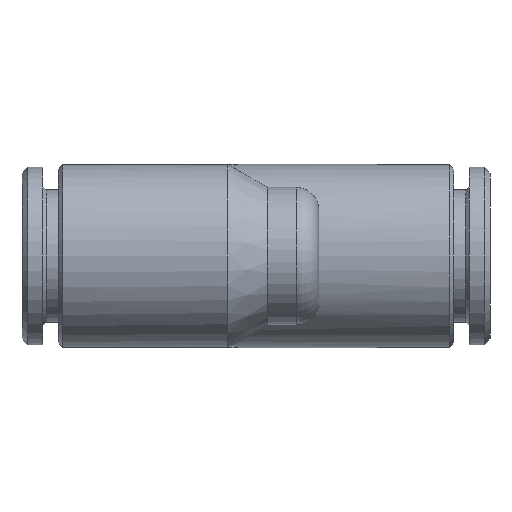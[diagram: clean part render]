
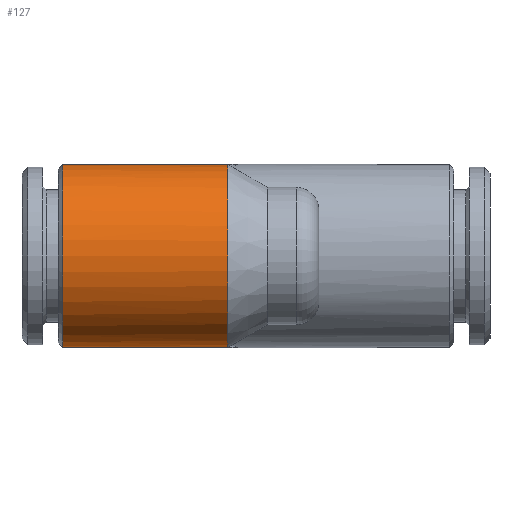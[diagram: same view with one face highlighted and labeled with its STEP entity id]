
A CAD part, left-side view. The second image highlights one B-rep face of the part: STEP entity #127.
In plain terms, the highlighted cylindrical face has radius 8 mm (diameter 16 mm), a full revolution.
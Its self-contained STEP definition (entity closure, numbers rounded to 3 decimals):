
#127 = ADVANCED_FACE( 'NONE', ( #291, #292 ), #293, .T. );
#291 = FACE_OUTER_BOUND( '', #504, .T. );
#292 = FACE_OUTER_BOUND( '', #505, .T. );
#293 = CYLINDRICAL_SURFACE( '', #506, 8. );
#504 = EDGE_LOOP( '', ( #968 ) );
#505 = EDGE_LOOP( '', ( #969, #970, #971, #972, #973, #974, #975 ) );
#506 = AXIS2_PLACEMENT_3D( '', #976, #977, #978 );
#968 = ORIENTED_EDGE( '', *, *, #1327, .F. );
#969 = ORIENTED_EDGE( '', *, *, #1363, .T. );
#970 = ORIENTED_EDGE( '', *, *, #1362, .T. );
#971 = ORIENTED_EDGE( '', *, *, #1298, .T. );
#972 = ORIENTED_EDGE( '', *, *, #1239, .T. );
#973 = ORIENTED_EDGE( '', *, *, #1310, .T. );
#974 = ORIENTED_EDGE( '', *, *, #1231, .T. );
#975 = ORIENTED_EDGE( '', *, *, #1374, .T. );
#976 = CARTESIAN_POINT( '', ( -9.25, 15.931, 0. ) );
#977 = DIRECTION( '', ( 0., -1., 0. ) );
#978 = DIRECTION( '', ( -1., 0., 0. ) );
#1231 = EDGE_CURVE( 'NONE', #1428, #1426, #1429, .T. );
#1239 = EDGE_CURVE( 'NONE', #1444, #1442, #1445, .T. );
#1298 = EDGE_CURVE( 'NONE', #1548, #1444, #1549, .T. );
#1310 = EDGE_CURVE( 'NONE', #1442, #1428, #1567, .T. );
#1327 = EDGE_CURVE( 'NONE', #1599, #1599, #1600, .T. );
#1362 = EDGE_CURVE( 'NONE', #1660, #1548, #1661, .T. );
#1363 = EDGE_CURVE( 'NONE', #1662, #1660, #1663, .T. );
#1374 = EDGE_CURVE( 'NONE', #1426, #1662, #1679, .T. );
#1426 = VERTEX_POINT( 'NONE', #1828 );
#1428 = VERTEX_POINT( 'NONE', #1830 );
#1429 = LINE( '', #1831, #1832 );
#1442 = VERTEX_POINT( 'NONE', #1886 );
#1444 = VERTEX_POINT( 'NONE', #1898 );
#1445 = LINE( '', #1899, #1900 );
#1548 = VERTEX_POINT( 'NONE', #2073 );
#1549 = CIRCLE( '', #2074, 8. );
#1567 = CIRCLE( '', #2099, 8. );
#1599 = VERTEX_POINT( '', #2143 );
#1600 = CIRCLE( '', #2144, 8. );
#1660 = VERTEX_POINT( 'NONE', #2253 );
#1661 = B_SPLINE_CURVE_WITH_KNOTS( '', 3, ( #2254, #2255, #2256, #2257, #2258, #2259, #2260, #2261, #2262, #2263, #2264, #2265, #2266, #2267, #2268, #2269, #2270, #2271, #2272, #2273, #2274, #2275, #2276, #2277 ), .UNSPECIFIED., .F., .F., ( 4, 1, 1, 1, 1, 1, 1, 1, 1, 1, 1, 1, 1, 1, 1, 1, 1, 1, 1, 1, 1, 4 ), ( 0., 0.043, 0.084, 0.125, 0.164, 0.202, 0.24, 0.276, 0.311, 0.344, 0.377, 0.409, 0.44, 0.47, 0.499, 0.632, 0.749, 0.813, 0.875, 0.917, 0.958, 1. ), .UNSPECIFIED. );
#1662 = VERTEX_POINT( 'NONE', #2278 );
#1663 = B_SPLINE_CURVE_WITH_KNOTS( '', 3, ( #2279, #2280, #2281, #2282, #2283, #2284, #2285, #2286, #2287, #2288, #2289, #2290, #2291, #2292, #2293, #2294, #2295, #2296, #2297 ), .UNSPECIFIED., .F., .F., ( 4, 1, 1, 1, 1, 1, 1, 1, 1, 1, 1, 1, 1, 1, 1, 1, 4 ), ( 0., 0.021, 0.042, 0.062, 0.083, 0.104, 0.126, 0.187, 0.252, 0.369, 0.501, 0.618, 0.751, 0.81, 0.871, 0.934, 1. ), .UNSPECIFIED. );
#1679 = CIRCLE( '', #2321, 8. );
#1828 = CARTESIAN_POINT( '', ( -4.625, 0., 6.528 ) );
#1830 = CARTESIAN_POINT( '', ( -4.625, -2.136, 6.528 ) );
#1831 = CARTESIAN_POINT( '', ( -4.625, 5.082, 6.528 ) );
#1832 = VECTOR( '', #2396, 1000. );
#1886 = CARTESIAN_POINT( '', ( -4.625, -2.136, -6.528 ) );
#1898 = CARTESIAN_POINT( '', ( -4.625, 0., -6.528 ) );
#1899 = CARTESIAN_POINT( '', ( -4.625, 5.082, -6.528 ) );
#1900 = VECTOR( '', #2402, 1000. );
#2073 = CARTESIAN_POINT( '', ( -3., 0., -4.994 ) );
#2074 = AXIS2_PLACEMENT_3D( '', #2501, #2502, #2503 );
#2099 = AXIS2_PLACEMENT_3D( '', #2523, #2524, #2525 );
#2143 = CARTESIAN_POINT( '', ( -17.25, 12.3, 0. ) );
#2144 = AXIS2_PLACEMENT_3D( '', #2550, #2551, #2552 );
#2253 = CARTESIAN_POINT( '', ( -1.25, 2.727, 0. ) );
#2254 = CARTESIAN_POINT( '', ( -1.25, 2.727, 0. ) );
#2255 = CARTESIAN_POINT( '', ( -1.251, 2.727, -0.095 ) );
#2256 = CARTESIAN_POINT( '', ( -1.253, 2.726, -0.283 ) );
#2257 = CARTESIAN_POINT( '', ( -1.268, 2.719, -0.56 ) );
#2258 = CARTESIAN_POINT( '', ( -1.291, 2.709, -0.828 ) );
#2259 = CARTESIAN_POINT( '', ( -1.323, 2.694, -1.088 ) );
#2260 = CARTESIAN_POINT( '', ( -1.362, 2.675, -1.34 ) );
#2261 = CARTESIAN_POINT( '', ( -1.407, 2.651, -1.582 ) );
#2262 = CARTESIAN_POINT( '', ( -1.457, 2.624, -1.815 ) );
#2263 = CARTESIAN_POINT( '', ( -1.513, 2.592, -2.039 ) );
#2264 = CARTESIAN_POINT( '', ( -1.573, 2.556, -2.254 ) );
#2265 = CARTESIAN_POINT( '', ( -1.637, 2.515, -2.46 ) );
#2266 = CARTESIAN_POINT( '', ( -1.703, 2.47, -2.657 ) );
#2267 = CARTESIAN_POINT( '', ( -1.772, 2.421, -2.844 ) );
#2268 = CARTESIAN_POINT( '', ( -1.842, 2.368, -3.023 ) );
#2269 = CARTESIAN_POINT( '', ( -2.001, 2.241, -3.398 ) );
#2270 = CARTESIAN_POINT( '', ( -2.26, 1.999, -3.914 ) );
#2271 = CARTESIAN_POINT( '', ( -2.563, 1.585, -4.399 ) );
#2272 = CARTESIAN_POINT( '', ( -2.768, 1.176, -4.691 ) );
#2273 = CARTESIAN_POINT( '', ( -2.883, 0.853, -4.844 ) );
#2274 = CARTESIAN_POINT( '', ( -2.953, 0.55, -4.935 ) );
#2275 = CARTESIAN_POINT( '', ( -2.993, 0.277, -4.985 ) );
#2276 = CARTESIAN_POINT( '', ( -2.998, 0.092, -4.991 ) );
#2277 = CARTESIAN_POINT( '', ( -3., 0., -4.994 ) );
#2278 = CARTESIAN_POINT( '', ( -3., 0., 4.994 ) );
#2279 = CARTESIAN_POINT( '', ( -3., 0., 4.994 ) );
#2280 = CARTESIAN_POINT( '', ( -2.999, 0.046, 4.993 ) );
#2281 = CARTESIAN_POINT( '', ( -2.998, 0.139, 4.991 ) );
#2282 = CARTESIAN_POINT( '', ( -2.988, 0.277, 4.979 ) );
#2283 = CARTESIAN_POINT( '', ( -2.973, 0.413, 4.959 ) );
#2284 = CARTESIAN_POINT( '', ( -2.951, 0.548, 4.932 ) );
#2285 = CARTESIAN_POINT( '', ( -2.923, 0.681, 4.896 ) );
#2286 = CARTESIAN_POINT( '', ( -2.868, 0.894, 4.824 ) );
#2287 = CARTESIAN_POINT( '', ( -2.768, 1.178, 4.69 ) );
#2288 = CARTESIAN_POINT( '', ( -2.562, 1.586, 4.398 ) );
#2289 = CARTESIAN_POINT( '', ( -2.259, 2., 3.912 ) );
#2290 = CARTESIAN_POINT( '', ( -1.919, 2.317, 3.236 ) );
#2291 = CARTESIAN_POINT( '', ( -1.625, 2.528, 2.465 ) );
#2292 = CARTESIAN_POINT( '', ( -1.448, 2.629, 1.808 ) );
#2293 = CARTESIAN_POINT( '', ( -1.346, 2.682, 1.257 ) );
#2294 = CARTESIAN_POINT( '', ( -1.292, 2.708, 0.853 ) );
#2295 = CARTESIAN_POINT( '', ( -1.257, 2.724, 0.432 ) );
#2296 = CARTESIAN_POINT( '', ( -1.252, 2.726, 0.146 ) );
#2297 = CARTESIAN_POINT( '', ( -1.25, 2.727, 0. ) );
#2321 = AXIS2_PLACEMENT_3D( '', #2647, #2648, #2649 );
#2396 = DIRECTION( '', ( 0., 1., 0. ) );
#2402 = DIRECTION( '', ( 0., -1., 0. ) );
#2501 = CARTESIAN_POINT( '', ( -9.25, 0., 0. ) );
#2502 = DIRECTION( '', ( 0., 1., 0. ) );
#2503 = DIRECTION( '', ( 0., 0., 1. ) );
#2523 = CARTESIAN_POINT( '', ( -9.25, -2.136, 0. ) );
#2524 = DIRECTION( '', ( 0., 1., 0. ) );
#2525 = DIRECTION( '', ( -1., 0., 0. ) );
#2550 = CARTESIAN_POINT( '', ( -9.25, 12.3, 0. ) );
#2551 = DIRECTION( '', ( 0., 1., 0. ) );
#2552 = DIRECTION( '', ( -1., 0., 0. ) );
#2647 = CARTESIAN_POINT( '', ( -9.25, 0., 0. ) );
#2648 = DIRECTION( '', ( 0., 1., 0. ) );
#2649 = DIRECTION( '', ( 0., 0., 1. ) );
